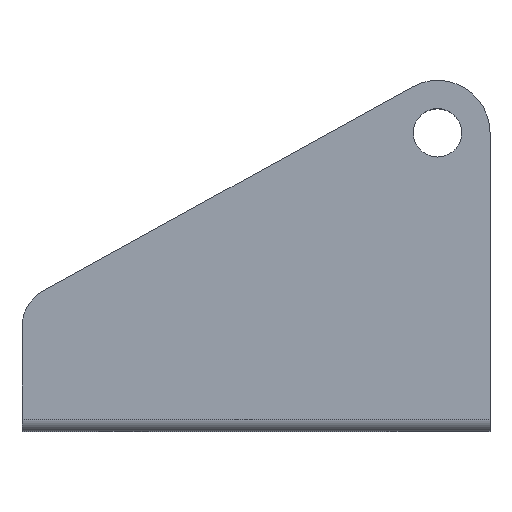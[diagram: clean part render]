
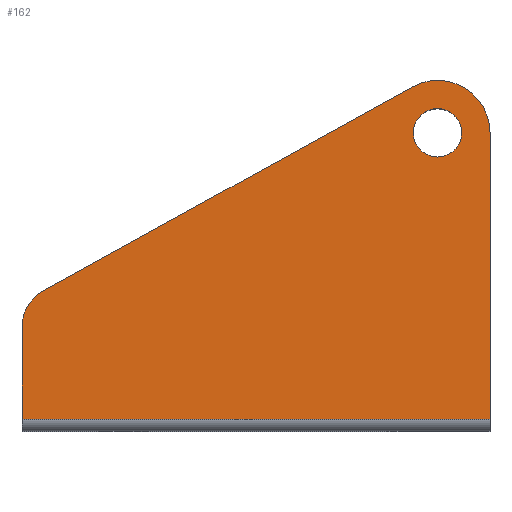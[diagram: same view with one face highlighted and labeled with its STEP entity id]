
A CAD part, top view. The second image highlights one B-rep face of the part: STEP entity #162.
In plain terms, the highlighted planar face has unit normal (0, 0, 1).
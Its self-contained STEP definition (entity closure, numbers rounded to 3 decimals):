
#3 = DIRECTION ( 'NONE',  ( 0., 1., 0. ) ) ;
#26 = VERTEX_POINT ( 'NONE', #799 ) ;
#35 = ORIENTED_EDGE ( 'NONE', *, *, #268, .T. ) ;
#54 = DIRECTION ( 'NONE',  ( 1., 0., 0. ) ) ;
#64 = FACE_OUTER_BOUND ( 'NONE', #658, .T. ) ;
#87 = DIRECTION ( 'NONE',  ( -1., 0., 0. ) ) ;
#96 = EDGE_CURVE ( 'NONE', #26, #222, #340, .T. ) ;
#112 = VERTEX_POINT ( 'NONE', #161 ) ;
#115 = CARTESIAN_POINT ( 'NONE',  ( 51.5, 37., 17. ) ) ;
#121 = CARTESIAN_POINT ( 'NONE',  ( 54.5, 37., 17. ) ) ;
#139 = CARTESIAN_POINT ( 'NONE',  ( 48.354, 42.688, 17. ) ) ;
#145 = DIRECTION ( 'NONE',  ( -0.875, -0.484, 0. ) ) ;
#161 = CARTESIAN_POINT ( 'NONE',  ( 0., 13., 17. ) ) ;
#162 = ADVANCED_FACE ( 'NONE', ( #64, #679 ), #618, .F. ) ;
#219 = CARTESIAN_POINT ( 'NONE',  ( 0., 1.5, 17. ) ) ;
#222 = VERTEX_POINT ( 'NONE', #548 ) ;
#250 = EDGE_CURVE ( 'NONE', #564, #640, #625, .T. ) ;
#253 = CARTESIAN_POINT ( 'NONE',  ( 0., 13., 17. ) ) ;
#268 = EDGE_CURVE ( 'NONE', #484, #862, #501, .T. ) ;
#293 = VERTEX_POINT ( 'NONE', #219 ) ;
#306 = AXIS2_PLACEMENT_3D ( 'NONE', #650, #723, #54 ) ;
#310 = EDGE_CURVE ( 'NONE', #222, #484, #427, .T. ) ;
#316 = ORIENTED_EDGE ( 'NONE', *, *, #557, .T. ) ;
#340 = LINE ( 'NONE', #457, #372 ) ;
#343 = AXIS2_PLACEMENT_3D ( 'NONE', #537, #398, #87 ) ;
#347 = VECTOR ( 'NONE', #839, 1000. ) ;
#372 = VECTOR ( 'NONE', #3, 1000. ) ;
#374 = ORIENTED_EDGE ( 'NONE', *, *, #503, .F. ) ;
#391 = DIRECTION ( 'NONE',  ( 0., 0., 1. ) ) ;
#398 = DIRECTION ( 'NONE',  ( 0., 0., -1. ) ) ;
#407 = VECTOR ( 'NONE', #145, 1000. ) ;
#409 = DIRECTION ( 'NONE',  ( 0., 0., -1. ) ) ;
#413 = ORIENTED_EDGE ( 'NONE', *, *, #96, .T. ) ;
#427 = CIRCLE ( 'NONE', #836, 6.5 ) ;
#445 = ORIENTED_EDGE ( 'NONE', *, *, #250, .F. ) ;
#457 = CARTESIAN_POINT ( 'NONE',  ( 58., 0., 17. ) ) ;
#459 = CARTESIAN_POINT ( 'NONE',  ( 51.5, 37., 17. ) ) ;
#461 = EDGE_CURVE ( 'NONE', #112, #293, #602, .T. ) ;
#484 = VERTEX_POINT ( 'NONE', #500 ) ;
#500 = CARTESIAN_POINT ( 'NONE',  ( 48.354, 42.688, 17. ) ) ;
#501 = LINE ( 'NONE', #139, #407 ) ;
#503 = EDGE_CURVE ( 'NONE', #640, #564, #534, .T. ) ;
#530 = DIRECTION ( 'NONE',  ( 1., 0., 0. ) ) ;
#534 = CIRCLE ( 'NONE', #306, 3. ) ;
#537 = CARTESIAN_POINT ( 'NONE',  ( 5., 13., 17. ) ) ;
#548 = CARTESIAN_POINT ( 'NONE',  ( 58., 37., 17. ) ) ;
#557 = EDGE_CURVE ( 'NONE', #293, #26, #956, .T. ) ;
#562 = DIRECTION ( 'NONE',  ( 0., 0., 1. ) ) ;
#564 = VERTEX_POINT ( 'NONE', #121 ) ;
#587 = ORIENTED_EDGE ( 'NONE', *, *, #310, .T. ) ;
#602 = LINE ( 'NONE', #253, #347 ) ;
#613 = CARTESIAN_POINT ( 'NONE',  ( 48.5, 37., 17. ) ) ;
#618 = PLANE ( 'NONE',  #343 ) ;
#625 = CIRCLE ( 'NONE', #863, 3. ) ;
#626 = DIRECTION ( 'NONE',  ( -1., 0., 0. ) ) ;
#631 = ORIENTED_EDGE ( 'NONE', *, *, #643, .F. ) ;
#640 = VERTEX_POINT ( 'NONE', #613 ) ;
#643 = EDGE_CURVE ( 'NONE', #112, #862, #926, .T. ) ;
#647 = DIRECTION ( 'NONE',  ( 1., 0., 0. ) ) ;
#650 = CARTESIAN_POINT ( 'NONE',  ( 51.5, 37., 17. ) ) ;
#658 = EDGE_LOOP ( 'NONE', ( #964, #316, #413, #587, #35, #631 ) ) ;
#672 = EDGE_LOOP ( 'NONE', ( #374, #445 ) ) ;
#679 = FACE_BOUND ( 'NONE', #672, .T. ) ;
#723 = DIRECTION ( 'NONE',  ( 0., 0., 1. ) ) ;
#752 = AXIS2_PLACEMENT_3D ( 'NONE', #783, #409, #626 ) ;
#783 = CARTESIAN_POINT ( 'NONE',  ( 5., 13., 17. ) ) ;
#799 = CARTESIAN_POINT ( 'NONE',  ( 58., 1.5, 17. ) ) ;
#800 = CARTESIAN_POINT ( 'NONE',  ( 5., 1.5, 17. ) ) ;
#815 = CARTESIAN_POINT ( 'NONE',  ( 2.58, 17.376, 17. ) ) ;
#836 = AXIS2_PLACEMENT_3D ( 'NONE', #459, #391, #530 ) ;
#839 = DIRECTION ( 'NONE',  ( 0., -1., 0. ) ) ;
#859 = DIRECTION ( 'NONE',  ( 1., 0., 0. ) ) ;
#862 = VERTEX_POINT ( 'NONE', #815 ) ;
#863 = AXIS2_PLACEMENT_3D ( 'NONE', #115, #562, #859 ) ;
#926 = CIRCLE ( 'NONE', #752, 5. ) ;
#936 = VECTOR ( 'NONE', #647, 1000. ) ;
#956 = LINE ( 'NONE', #800, #936 ) ;
#964 = ORIENTED_EDGE ( 'NONE', *, *, #461, .T. ) ;
